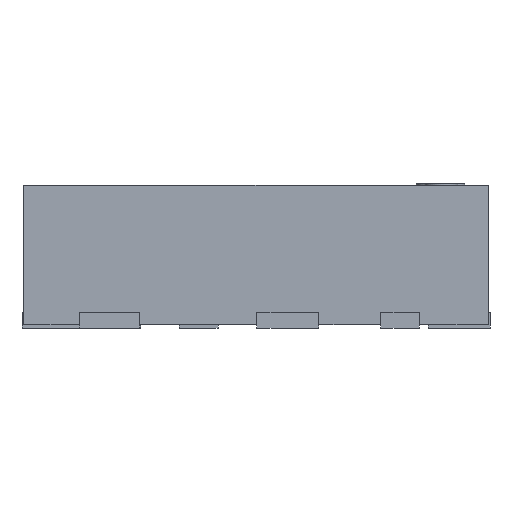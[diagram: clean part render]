
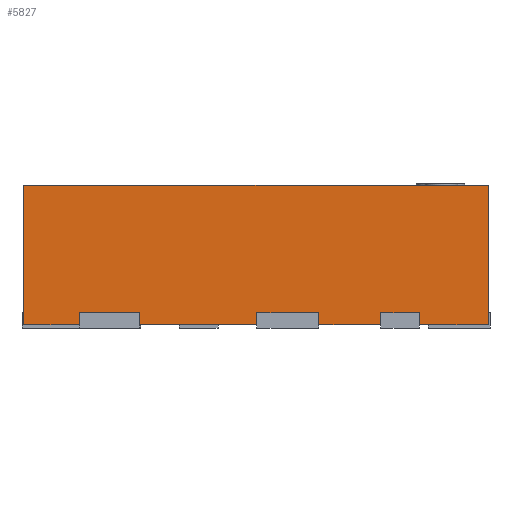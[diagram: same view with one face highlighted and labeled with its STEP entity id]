
A CAD part, left-side view. The second image highlights one B-rep face of the part: STEP entity #5827.
In plain terms, the highlighted planar face has unit normal (-1, 0, 0).
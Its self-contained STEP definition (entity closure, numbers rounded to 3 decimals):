
#59 = CARTESIAN_POINT ( 'NONE',  ( -1.5, 1.5, 0. ) ) ;
#81 = CARTESIAN_POINT ( 'NONE',  ( -1.5, 0.751, 0. ) ) ;
#96 = CARTESIAN_POINT ( 'NONE',  ( -1.5, 1.5, 0. ) ) ;
#122 = DIRECTION ( 'NONE',  ( 0., 0., 1. ) ) ;
#336 = VECTOR ( 'NONE', #8542, 1000. ) ;
#374 = ORIENTED_EDGE ( 'NONE', *, *, #9256, .T. ) ;
#482 = CARTESIAN_POINT ( 'NONE',  ( -1.5, -0.805, 0.08 ) ) ;
#1015 = CARTESIAN_POINT ( 'NONE',  ( -1.5, 0.751, 0.08 ) ) ;
#1166 = CARTESIAN_POINT ( 'NONE',  ( -1.5, 1.5, 0. ) ) ;
#1391 = LINE ( 'NONE', #6130, #12813 ) ;
#1516 = EDGE_LOOP ( 'NONE', ( #8868, #10376, #13515, #11503, #9182, #3207, #10019, #9400, #12505, #9824, #4543, #8754, #9058, #2397, #12114, #374 ) ) ;
#1654 = FACE_OUTER_BOUND ( 'NONE', #1516, .T. ) ;
#1885 = VERTEX_POINT ( 'NONE', #5046 ) ;
#2236 = CARTESIAN_POINT ( 'NONE',  ( -1.5, -0.005, 0.9 ) ) ;
#2326 = VERTEX_POINT ( 'NONE', #96 ) ;
#2367 = VECTOR ( 'NONE', #15286, 1000. ) ;
#2397 = ORIENTED_EDGE ( 'NONE', *, *, #13795, .F. ) ;
#2661 = LINE ( 'NONE', #8702, #11765 ) ;
#2798 = DIRECTION ( 'NONE',  ( 0., 0., -1. ) ) ;
#2806 = CARTESIAN_POINT ( 'NONE',  ( -1.5, 1.5, 0.08 ) ) ;
#2892 = CARTESIAN_POINT ( 'NONE',  ( -1.5, -0.805, 0. ) ) ;
#2924 = EDGE_CURVE ( 'NONE', #8102, #10762, #6053, .T. ) ;
#3004 = EDGE_CURVE ( 'NONE', #5102, #11899, #15122, .T. ) ;
#3025 = CARTESIAN_POINT ( 'NONE',  ( -1.5, 1.139, 0.9 ) ) ;
#3149 = VECTOR ( 'NONE', #6041, 1000. ) ;
#3156 = CARTESIAN_POINT ( 'NONE',  ( -1.5, 1.139, 0.08 ) ) ;
#3207 = ORIENTED_EDGE ( 'NONE', *, *, #15160, .T. ) ;
#3244 = LINE ( 'NONE', #12976, #7091 ) ;
#3435 = CARTESIAN_POINT ( 'NONE',  ( -1.5, 1.5, 0.9 ) ) ;
#3490 = DIRECTION ( 'NONE',  ( 0., -1., 0. ) ) ;
#3838 = CARTESIAN_POINT ( 'NONE',  ( -1.5, -1.055, 0. ) ) ;
#3907 = CARTESIAN_POINT ( 'NONE',  ( -1.5, -0.405, 0.9 ) ) ;
#4075 = CARTESIAN_POINT ( 'NONE',  ( -1.5, -0.405, 0.08 ) ) ;
#4235 = LINE ( 'NONE', #3025, #7694 ) ;
#4423 = CARTESIAN_POINT ( 'NONE',  ( -1.5, 1.5, 0.9 ) ) ;
#4488 = LINE ( 'NONE', #13006, #2367 ) ;
#4539 = CARTESIAN_POINT ( 'NONE',  ( -1.5, 1.5, 0.08 ) ) ;
#4543 = ORIENTED_EDGE ( 'NONE', *, *, #3004, .F. ) ;
#4826 = DIRECTION ( 'NONE',  ( 0., -1., 0. ) ) ;
#4835 = VERTEX_POINT ( 'NONE', #81 ) ;
#5025 = EDGE_CURVE ( 'NONE', #5102, #5195, #6782, .T. ) ;
#5046 = CARTESIAN_POINT ( 'NONE',  ( -1.5, 1.139, 0. ) ) ;
#5102 = VERTEX_POINT ( 'NONE', #7754 ) ;
#5195 = VERTEX_POINT ( 'NONE', #3838 ) ;
#5571 = CARTESIAN_POINT ( 'NONE',  ( -1.5, 1.5, 0.08 ) ) ;
#5827 = ADVANCED_FACE ( 'NONE', ( #1654 ), #7920, .F. ) ;
#5831 = VECTOR ( 'NONE', #9417, 1000. ) ;
#5860 = LINE ( 'NONE', #12022, #14080 ) ;
#6041 = DIRECTION ( 'NONE',  ( 0., 1., 0. ) ) ;
#6053 = LINE ( 'NONE', #59, #336 ) ;
#6130 = CARTESIAN_POINT ( 'NONE',  ( -1.5, 0.751, 0.9 ) ) ;
#6462 = DIRECTION ( 'NONE',  ( 0., 1., 0. ) ) ;
#6478 = DIRECTION ( 'NONE',  ( 0., 0., 1. ) ) ;
#6575 = EDGE_CURVE ( 'NONE', #4835, #10269, #3244, .T. ) ;
#6690 = DIRECTION ( 'NONE',  ( 0., 0., 1. ) ) ;
#6782 = LINE ( 'NONE', #12936, #5831 ) ;
#6785 = DIRECTION ( 'NONE',  ( 0., 0., 1. ) ) ;
#6949 = CARTESIAN_POINT ( 'NONE',  ( -1.5, -0.005, 0.08 ) ) ;
#6973 = LINE ( 'NONE', #12164, #10494 ) ;
#7032 = LINE ( 'NONE', #1166, #14279 ) ;
#7091 = VECTOR ( 'NONE', #11713, 1000. ) ;
#7406 = CARTESIAN_POINT ( 'NONE',  ( -1.5, -1.5, 0. ) ) ;
#7509 = VECTOR ( 'NONE', #122, 1000. ) ;
#7563 = LINE ( 'NONE', #3907, #9249 ) ;
#7694 = VECTOR ( 'NONE', #6690, 1000. ) ;
#7754 = CARTESIAN_POINT ( 'NONE',  ( -1.5, -1.055, 0.08 ) ) ;
#7852 = EDGE_CURVE ( 'NONE', #5195, #10983, #6973, .T. ) ;
#7920 = PLANE ( 'NONE',  #11975 ) ;
#7988 = VERTEX_POINT ( 'NONE', #8810 ) ;
#8102 = VERTEX_POINT ( 'NONE', #8163 ) ;
#8163 = CARTESIAN_POINT ( 'NONE',  ( -1.5, -0.405, 0. ) ) ;
#8225 = CARTESIAN_POINT ( 'NONE',  ( -1.5, -0.005, 0. ) ) ;
#8542 = DIRECTION ( 'NONE',  ( 0., -1., 0. ) ) ;
#8590 = LINE ( 'NONE', #2236, #7509 ) ;
#8702 = CARTESIAN_POINT ( 'NONE',  ( -1.5, 1.5, 0.9 ) ) ;
#8754 = ORIENTED_EDGE ( 'NONE', *, *, #5025, .T. ) ;
#8810 = CARTESIAN_POINT ( 'NONE',  ( -1.5, -1.5, 0.9 ) ) ;
#8868 = ORIENTED_EDGE ( 'NONE', *, *, #8873, .T. ) ;
#8873 = EDGE_CURVE ( 'NONE', #2326, #1885, #7032, .T. ) ;
#9058 = ORIENTED_EDGE ( 'NONE', *, *, #7852, .T. ) ;
#9182 = ORIENTED_EDGE ( 'NONE', *, *, #6575, .T. ) ;
#9249 = VECTOR ( 'NONE', #13640, 1000. ) ;
#9256 = EDGE_CURVE ( 'NONE', #13371, #2326, #2661, .T. ) ;
#9326 = DIRECTION ( 'NONE',  ( 0., 1., 0. ) ) ;
#9400 = ORIENTED_EDGE ( 'NONE', *, *, #13441, .T. ) ;
#9417 = DIRECTION ( 'NONE',  ( 0., 0., -1. ) ) ;
#9455 = EDGE_CURVE ( 'NONE', #1885, #11340, #4235, .T. ) ;
#9479 = VERTEX_POINT ( 'NONE', #4075 ) ;
#9824 = ORIENTED_EDGE ( 'NONE', *, *, #11884, .T. ) ;
#10019 = ORIENTED_EDGE ( 'NONE', *, *, #10204, .F. ) ;
#10107 = LINE ( 'NONE', #14921, #14510 ) ;
#10204 = EDGE_CURVE ( 'NONE', #9479, #13865, #13085, .T. ) ;
#10269 = VERTEX_POINT ( 'NONE', #8225 ) ;
#10376 = ORIENTED_EDGE ( 'NONE', *, *, #9455, .T. ) ;
#10494 = VECTOR ( 'NONE', #4826, 1000. ) ;
#10721 = DIRECTION ( 'NONE',  ( 1., 0., 0. ) ) ;
#10734 = DIRECTION ( 'NONE',  ( 0., -1., 0. ) ) ;
#10762 = VERTEX_POINT ( 'NONE', #2892 ) ;
#10770 = VECTOR ( 'NONE', #9326, 1000. ) ;
#10983 = VERTEX_POINT ( 'NONE', #7406 ) ;
#11340 = VERTEX_POINT ( 'NONE', #3156 ) ;
#11483 = VECTOR ( 'NONE', #6462, 1000. ) ;
#11503 = ORIENTED_EDGE ( 'NONE', *, *, #13979, .T. ) ;
#11713 = DIRECTION ( 'NONE',  ( 0., -1., 0. ) ) ;
#11765 = VECTOR ( 'NONE', #2798, 1000. ) ;
#11884 = EDGE_CURVE ( 'NONE', #10762, #11899, #10107, .T. ) ;
#11899 = VERTEX_POINT ( 'NONE', #482 ) ;
#11975 = AXIS2_PLACEMENT_3D ( 'NONE', #4423, #10721, #6785 ) ;
#12022 = CARTESIAN_POINT ( 'NONE',  ( -1.5, 1.5, 0.9 ) ) ;
#12114 = ORIENTED_EDGE ( 'NONE', *, *, #13711, .F. ) ;
#12164 = CARTESIAN_POINT ( 'NONE',  ( -1.5, 1.5, 0. ) ) ;
#12230 = EDGE_CURVE ( 'NONE', #13675, #11340, #15060, .T. ) ;
#12505 = ORIENTED_EDGE ( 'NONE', *, *, #2924, .T. ) ;
#12813 = VECTOR ( 'NONE', #14664, 1000. ) ;
#12936 = CARTESIAN_POINT ( 'NONE',  ( -1.5, -1.055, 0.9 ) ) ;
#12976 = CARTESIAN_POINT ( 'NONE',  ( -1.5, 1.5, 0. ) ) ;
#13006 = CARTESIAN_POINT ( 'NONE',  ( -1.5, -1.5, 0.9 ) ) ;
#13085 = LINE ( 'NONE', #4539, #3149 ) ;
#13371 = VERTEX_POINT ( 'NONE', #3435 ) ;
#13441 = EDGE_CURVE ( 'NONE', #9479, #8102, #7563, .T. ) ;
#13515 = ORIENTED_EDGE ( 'NONE', *, *, #12230, .F. ) ;
#13640 = DIRECTION ( 'NONE',  ( 0., 0., -1. ) ) ;
#13675 = VERTEX_POINT ( 'NONE', #1015 ) ;
#13711 = EDGE_CURVE ( 'NONE', #13371, #7988, #5860, .T. ) ;
#13795 = EDGE_CURVE ( 'NONE', #7988, #10983, #4488, .T. ) ;
#13865 = VERTEX_POINT ( 'NONE', #6949 ) ;
#13979 = EDGE_CURVE ( 'NONE', #13675, #4835, #1391, .T. ) ;
#14080 = VECTOR ( 'NONE', #3490, 1000. ) ;
#14279 = VECTOR ( 'NONE', #10734, 1000. ) ;
#14510 = VECTOR ( 'NONE', #6478, 1000. ) ;
#14664 = DIRECTION ( 'NONE',  ( 0., 0., -1. ) ) ;
#14921 = CARTESIAN_POINT ( 'NONE',  ( -1.5, -0.805, 0.9 ) ) ;
#15060 = LINE ( 'NONE', #2806, #11483 ) ;
#15122 = LINE ( 'NONE', #5571, #10770 ) ;
#15160 = EDGE_CURVE ( 'NONE', #10269, #13865, #8590, .T. ) ;
#15286 = DIRECTION ( 'NONE',  ( 0., 0., -1. ) ) ;
